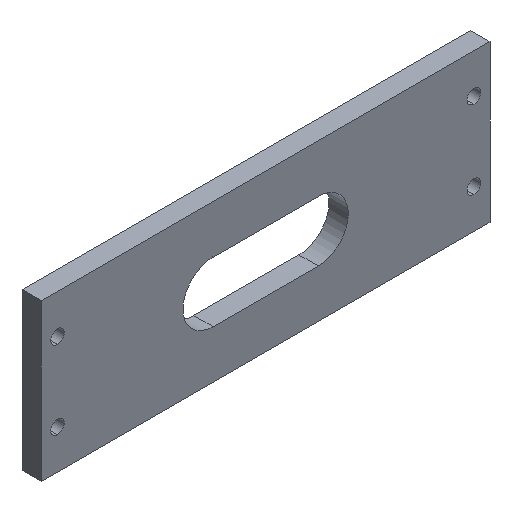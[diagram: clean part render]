
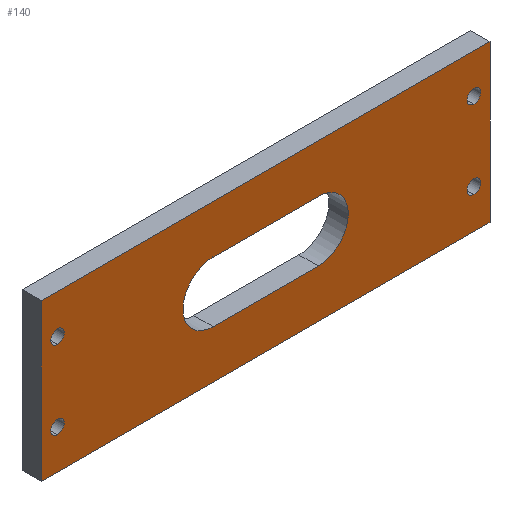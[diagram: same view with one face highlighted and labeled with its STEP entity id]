
A CAD part, isometric view. The second image highlights one B-rep face of the part: STEP entity #140.
In plain terms, the highlighted planar face has unit normal (0, -1, 0).
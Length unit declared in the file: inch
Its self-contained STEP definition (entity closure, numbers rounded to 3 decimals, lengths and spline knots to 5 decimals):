
#9 = EDGE_CURVE ( 'NONE', #69, #131, #266, .T. ) ;
#10 = ORIENTED_EDGE ( 'NONE', *, *, #393, .F. ) ;
#11 = DIRECTION ( 'NONE',  ( 0., -1., 0. ) ) ;
#28 = CARTESIAN_POINT ( 'NONE',  ( 1.995, -0.0925, -0.31 ) ) ;
#32 = CARTESIAN_POINT ( 'NONE',  ( -0.50353, -0.0925, 0.28843 ) ) ;
#34 = CIRCLE ( 'NONE', #114, 0.065 ) ;
#38 = DIRECTION ( 'NONE',  ( 0., 1., 0. ) ) ;
#39 = VERTEX_POINT ( 'NONE', #120 ) ;
#42 = ORIENTED_EDGE ( 'NONE', *, *, #207, .F. ) ;
#47 = CARTESIAN_POINT ( 'NONE',  ( 1.995, -0.0925, -0.375 ) ) ;
#48 = DIRECTION ( 'NONE',  ( 0., 0., 1. ) ) ;
#52 = CIRCLE ( 'NONE', #499, 0.065 ) ;
#58 = VERTEX_POINT ( 'NONE', #534 ) ;
#61 = ORIENTED_EDGE ( 'NONE', *, *, #559, .F. ) ;
#67 = DIRECTION ( 'NONE',  ( 0., -1., 0. ) ) ;
#69 = VERTEX_POINT ( 'NONE', #78 ) ;
#70 = VECTOR ( 'NONE', #93, 39.37008 ) ;
#78 = CARTESIAN_POINT ( 'NONE',  ( -1.995, -0.0925, 0.31 ) ) ;
#83 = ORIENTED_EDGE ( 'NONE', *, *, #545, .F. ) ;
#85 = FACE_BOUND ( 'NONE', #539, .T. ) ;
#91 = EDGE_CURVE ( 'NONE', #562, #39, #325, .T. ) ;
#93 = DIRECTION ( 'NONE',  ( 1., 0., 0. ) ) ;
#96 = CARTESIAN_POINT ( 'NONE',  ( -1.995, -0.0925, -0.375 ) ) ;
#99 = CARTESIAN_POINT ( 'NONE',  ( 1.995, -0.0925, -0.44 ) ) ;
#101 = DIRECTION ( 'NONE',  ( 0., -1., 0. ) ) ;
#110 = ORIENTED_EDGE ( 'NONE', *, *, #297, .F. ) ;
#111 = EDGE_CURVE ( 'NONE', #365, #113, #298, .T. ) ;
#113 = VERTEX_POINT ( 'NONE', #578 ) ;
#114 = AXIS2_PLACEMENT_3D ( 'NONE', #589, #644, #638 ) ;
#117 = VERTEX_POINT ( 'NONE', #28 ) ;
#120 = CARTESIAN_POINT ( 'NONE',  ( 2.15, -0.0925, -0.75 ) ) ;
#126 = DIRECTION ( 'NONE',  ( 0., 0., 1. ) ) ;
#130 = CARTESIAN_POINT ( 'NONE',  ( 0., -0.0925, 0. ) ) ;
#131 = VERTEX_POINT ( 'NONE', #425 ) ;
#132 = FACE_BOUND ( 'NONE', #555, .T. ) ;
#133 = EDGE_LOOP ( 'NONE', ( #61, #181, #459, #571 ) ) ;
#135 = EDGE_CURVE ( 'NONE', #466, #562, #383, .T. ) ;
#139 = DIRECTION ( 'NONE',  ( 0., 0., 1. ) ) ;
#140 = ADVANCED_FACE ( 'NONE', ( #132, #523, #275, #339, #85, #484 ), #428, .F. ) ;
#145 = AXIS2_PLACEMENT_3D ( 'NONE', #47, #299, #242 ) ;
#146 = VECTOR ( 'NONE', #335, 39.37008 ) ;
#149 = LINE ( 'NONE', #198, #70 ) ;
#154 = EDGE_CURVE ( 'NONE', #585, #184, #586, .T. ) ;
#160 = ORIENTED_EDGE ( 'NONE', *, *, #322, .F. ) ;
#161 = CIRCLE ( 'NONE', #145, 0.065 ) ;
#168 = VERTEX_POINT ( 'NONE', #243 ) ;
#175 = CIRCLE ( 'NONE', #647, 0.065 ) ;
#181 = ORIENTED_EDGE ( 'NONE', *, *, #462, .F. ) ;
#184 = VERTEX_POINT ( 'NONE', #498 ) ;
#186 = CIRCLE ( 'NONE', #222, 0.065 ) ;
#190 = ORIENTED_EDGE ( 'NONE', *, *, #9, .F. ) ;
#191 = DIRECTION ( 'NONE',  ( 0., 0., 1. ) ) ;
#198 = CARTESIAN_POINT ( 'NONE',  ( -0.50353, -0.0925, -0.28843 ) ) ;
#199 = EDGE_CURVE ( 'NONE', #131, #69, #34, .T. ) ;
#201 = CARTESIAN_POINT ( 'NONE',  ( 1.995, -0.0925, 0.375 ) ) ;
#202 = ORIENTED_EDGE ( 'NONE', *, *, #199, .F. ) ;
#207 = EDGE_CURVE ( 'NONE', #168, #271, #52, .T. ) ;
#208 = DIRECTION ( 'NONE',  ( 0., 0., 1. ) ) ;
#210 = EDGE_LOOP ( 'NONE', ( #258, #408, #160, #321 ) ) ;
#212 = VECTOR ( 'NONE', #624, 39.37008 ) ;
#216 = CARTESIAN_POINT ( 'NONE',  ( -0.50353, -0.0925, 0.28843 ) ) ;
#222 = AXIS2_PLACEMENT_3D ( 'NONE', #277, #527, #511 ) ;
#225 = EDGE_CURVE ( 'NONE', #113, #476, #149, .T. ) ;
#228 = VECTOR ( 'NONE', #442, 39.37008 ) ;
#239 = VERTEX_POINT ( 'NONE', #99 ) ;
#242 = DIRECTION ( 'NONE',  ( 0., 0., 1. ) ) ;
#243 = CARTESIAN_POINT ( 'NONE',  ( 1.995, -0.0925, 0.44 ) ) ;
#258 = ORIENTED_EDGE ( 'NONE', *, *, #225, .F. ) ;
#266 = CIRCLE ( 'NONE', #364, 0.065 ) ;
#271 = VERTEX_POINT ( 'NONE', #642 ) ;
#275 = FACE_BOUND ( 'NONE', #486, .T. ) ;
#277 = CARTESIAN_POINT ( 'NONE',  ( 1.995, -0.0925, -0.375 ) ) ;
#284 = CARTESIAN_POINT ( 'NONE',  ( -0.50353, -0.0925, 0. ) ) ;
#296 = CIRCLE ( 'NONE', #401, 0.065 ) ;
#297 = EDGE_CURVE ( 'NONE', #271, #168, #175, .T. ) ;
#298 = CIRCLE ( 'NONE', #544, 0.28843 ) ;
#299 = DIRECTION ( 'NONE',  ( 0., -1., 0. ) ) ;
#300 = DIRECTION ( 'NONE',  ( 0., -1., 0. ) ) ;
#303 = EDGE_CURVE ( 'NONE', #476, #58, #418, .T. ) ;
#313 = VERTEX_POINT ( 'NONE', #528 ) ;
#321 = ORIENTED_EDGE ( 'NONE', *, *, #303, .F. ) ;
#322 = EDGE_CURVE ( 'NONE', #58, #365, #568, .T. ) ;
#324 = CARTESIAN_POINT ( 'NONE',  ( 1.995, -0.0925, 0.375 ) ) ;
#325 = LINE ( 'NONE', #518, #146 ) ;
#334 = DIRECTION ( 'NONE',  ( 0., 0., 1. ) ) ;
#335 = DIRECTION ( 'NONE',  ( 0., 0., -1. ) ) ;
#338 = VECTOR ( 'NONE', #533, 39.37008 ) ;
#339 = FACE_BOUND ( 'NONE', #210, .T. ) ;
#350 = DIRECTION ( 'NONE',  ( 0., -1., 0. ) ) ;
#357 = AXIS2_PLACEMENT_3D ( 'NONE', #130, #38, #594 ) ;
#364 = AXIS2_PLACEMENT_3D ( 'NONE', #406, #11, #602 ) ;
#365 = VERTEX_POINT ( 'NONE', #216 ) ;
#369 = CARTESIAN_POINT ( 'NONE',  ( 0.50353, -0.0925, 0. ) ) ;
#372 = VECTOR ( 'NONE', #208, 39.37008 ) ;
#383 = LINE ( 'NONE', #538, #212 ) ;
#385 = LINE ( 'NONE', #524, #228 ) ;
#393 = EDGE_CURVE ( 'NONE', #184, #585, #296, .T. ) ;
#401 = AXIS2_PLACEMENT_3D ( 'NONE', #424, #350, #191 ) ;
#402 = AXIS2_PLACEMENT_3D ( 'NONE', #96, #101, #139 ) ;
#406 = CARTESIAN_POINT ( 'NONE',  ( -1.995, -0.0925, 0.375 ) ) ;
#408 = ORIENTED_EDGE ( 'NONE', *, *, #111, .F. ) ;
#411 = EDGE_CURVE ( 'NONE', #239, #117, #161, .T. ) ;
#414 = CARTESIAN_POINT ( 'NONE',  ( 2.15, -0.0925, 0.75 ) ) ;
#415 = ORIENTED_EDGE ( 'NONE', *, *, #154, .F. ) ;
#418 = CIRCLE ( 'NONE', #451, 0.28843 ) ;
#424 = CARTESIAN_POINT ( 'NONE',  ( -1.995, -0.0925, -0.375 ) ) ;
#425 = CARTESIAN_POINT ( 'NONE',  ( -1.995, -0.0925, 0.44 ) ) ;
#427 = LINE ( 'NONE', #477, #372 ) ;
#428 = PLANE ( 'NONE',  #357 ) ;
#435 = CARTESIAN_POINT ( 'NONE',  ( -2.15, -0.0925, 0.75 ) ) ;
#442 = DIRECTION ( 'NONE',  ( -1., 0., 0. ) ) ;
#451 = AXIS2_PLACEMENT_3D ( 'NONE', #369, #67, #334 ) ;
#458 = ORIENTED_EDGE ( 'NONE', *, *, #411, .F. ) ;
#459 = ORIENTED_EDGE ( 'NONE', *, *, #91, .F. ) ;
#462 = EDGE_CURVE ( 'NONE', #39, #313, #385, .T. ) ;
#466 = VERTEX_POINT ( 'NONE', #435 ) ;
#473 = DIRECTION ( 'NONE',  ( 0., -1., 0. ) ) ;
#476 = VERTEX_POINT ( 'NONE', #485 ) ;
#477 = CARTESIAN_POINT ( 'NONE',  ( -2.15, -0.0925, 0.75 ) ) ;
#484 = FACE_OUTER_BOUND ( 'NONE', #133, .T. ) ;
#485 = CARTESIAN_POINT ( 'NONE',  ( 0.50353, -0.0925, -0.28843 ) ) ;
#486 = EDGE_LOOP ( 'NONE', ( #83, #458 ) ) ;
#498 = CARTESIAN_POINT ( 'NONE',  ( -1.995, -0.0925, -0.44 ) ) ;
#499 = AXIS2_PLACEMENT_3D ( 'NONE', #201, #300, #48 ) ;
#511 = DIRECTION ( 'NONE',  ( 0., 0., 1. ) ) ;
#518 = CARTESIAN_POINT ( 'NONE',  ( 2.15, -0.0925, 0.75 ) ) ;
#522 = DIRECTION ( 'NONE',  ( 0., -1., 0. ) ) ;
#523 = FACE_BOUND ( 'NONE', #607, .T. ) ;
#524 = CARTESIAN_POINT ( 'NONE',  ( 2.15, -0.0925, -0.75 ) ) ;
#527 = DIRECTION ( 'NONE',  ( 0., -1., 0. ) ) ;
#528 = CARTESIAN_POINT ( 'NONE',  ( -2.15, -0.0925, -0.75 ) ) ;
#533 = DIRECTION ( 'NONE',  ( -1., 0., 0. ) ) ;
#534 = CARTESIAN_POINT ( 'NONE',  ( 0.50353, -0.0925, 0.28843 ) ) ;
#538 = CARTESIAN_POINT ( 'NONE',  ( 2.15, -0.0925, 0.75 ) ) ;
#539 = EDGE_LOOP ( 'NONE', ( #202, #190 ) ) ;
#544 = AXIS2_PLACEMENT_3D ( 'NONE', #284, #473, #126 ) ;
#545 = EDGE_CURVE ( 'NONE', #117, #239, #186, .T. ) ;
#555 = EDGE_LOOP ( 'NONE', ( #415, #10 ) ) ;
#559 = EDGE_CURVE ( 'NONE', #313, #466, #427, .T. ) ;
#562 = VERTEX_POINT ( 'NONE', #414 ) ;
#568 = LINE ( 'NONE', #32, #338 ) ;
#571 = ORIENTED_EDGE ( 'NONE', *, *, #135, .F. ) ;
#578 = CARTESIAN_POINT ( 'NONE',  ( -0.50353, -0.0925, -0.28843 ) ) ;
#585 = VERTEX_POINT ( 'NONE', #618 ) ;
#586 = CIRCLE ( 'NONE', #402, 0.065 ) ;
#589 = CARTESIAN_POINT ( 'NONE',  ( -1.995, -0.0925, 0.375 ) ) ;
#594 = DIRECTION ( 'NONE',  ( 0., 0., 1. ) ) ;
#602 = DIRECTION ( 'NONE',  ( 0., 0., 1. ) ) ;
#607 = EDGE_LOOP ( 'NONE', ( #42, #110 ) ) ;
#618 = CARTESIAN_POINT ( 'NONE',  ( -1.995, -0.0925, -0.31 ) ) ;
#623 = DIRECTION ( 'NONE',  ( 0., 0., 1. ) ) ;
#624 = DIRECTION ( 'NONE',  ( 1., 0., 0. ) ) ;
#638 = DIRECTION ( 'NONE',  ( 0., 0., 1. ) ) ;
#642 = CARTESIAN_POINT ( 'NONE',  ( 1.995, -0.0925, 0.31 ) ) ;
#644 = DIRECTION ( 'NONE',  ( 0., -1., 0. ) ) ;
#647 = AXIS2_PLACEMENT_3D ( 'NONE', #324, #522, #623 ) ;
